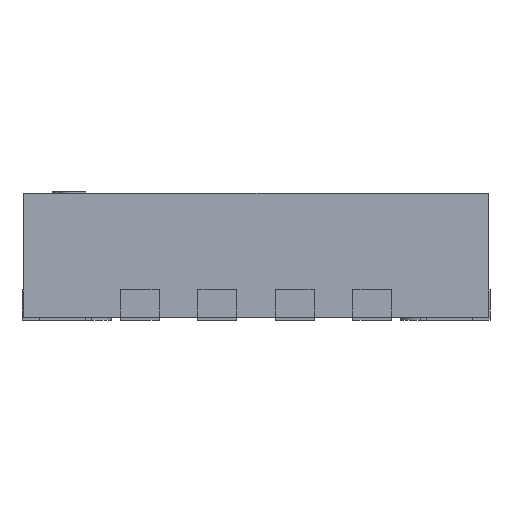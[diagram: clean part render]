
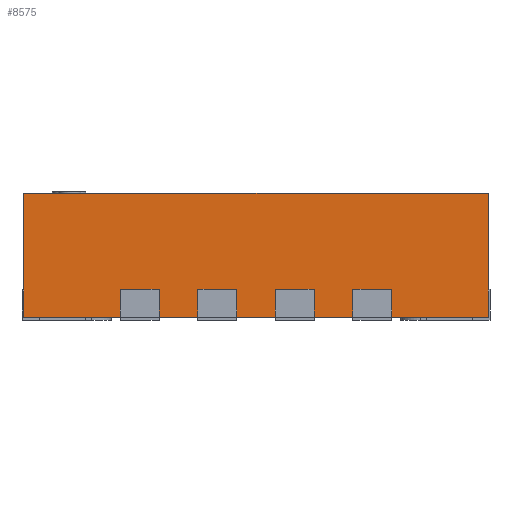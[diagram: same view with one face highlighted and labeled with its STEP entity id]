
A CAD part, left-side view. The second image highlights one B-rep face of the part: STEP entity #8575.
In plain terms, the highlighted planar face has unit normal (-1, 0, 0).
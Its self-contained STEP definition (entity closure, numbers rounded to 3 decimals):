
#674=FACE_OUTER_BOUND('',#1171,.T.);
#1171=EDGE_LOOP('',(#6021,#6022,#6023,#6024));
#1740=LINE('',#11726,#2613);
#1863=LINE('',#12613,#2736);
#1898=LINE('',#12872,#2771);
#1899=LINE('',#12874,#2772);
#2613=VECTOR('',#9937,1.);
#2736=VECTOR('',#10126,1.);
#2771=VECTOR('',#10165,1.);
#2772=VECTOR('',#10168,1.);
#3439=VERTEX_POINT('',#11723);
#3440=VERTEX_POINT('',#11725);
#3662=VERTEX_POINT('',#12610);
#3663=VERTEX_POINT('',#12612);
#4314=EDGE_CURVE('',#3439,#3440,#1740,.T.);
#4537=EDGE_CURVE('',#3663,#3662,#1863,.T.);
#4582=EDGE_CURVE('',#3439,#3663,#1898,.T.);
#4583=EDGE_CURVE('',#3440,#3662,#1899,.T.);
#6021=ORIENTED_EDGE('',*,*,#4537,.T.);
#6022=ORIENTED_EDGE('',*,*,#4583,.F.);
#6023=ORIENTED_EDGE('',*,*,#4314,.F.);
#6024=ORIENTED_EDGE('',*,*,#4582,.T.);
#7750=PLANE('',#9149);
#8575=ADVANCED_FACE('',(#674),#7750,.F.);
#9149=AXIS2_PLACEMENT_3D('',#12873,#10166,#10167);
#9937=DIRECTION('',(0.,-1.,0.));
#10126=DIRECTION('',(0.,-1.,0.));
#10165=DIRECTION('',(0.,0.,-1.));
#10166=DIRECTION('center_axis',(1.,0.,0.));
#10167=DIRECTION('ref_axis',(0.,1.,0.));
#10168=DIRECTION('',(0.,0.,-1.));
#11723=CARTESIAN_POINT('',(-1.5,1.5,0.82));
#11725=CARTESIAN_POINT('',(-1.5,-1.5,0.82));
#11726=CARTESIAN_POINT('',(-1.5,1.5,0.82));
#12610=CARTESIAN_POINT('',(-1.5,-1.5,0.02));
#12612=CARTESIAN_POINT('',(-1.5,1.5,0.02));
#12613=CARTESIAN_POINT('',(-1.5,1.5,0.02));
#12872=CARTESIAN_POINT('',(-1.5,1.5,0.82));
#12873=CARTESIAN_POINT('Origin',(-1.5,1.5,0.82));
#12874=CARTESIAN_POINT('',(-1.5,-1.5,0.82));
